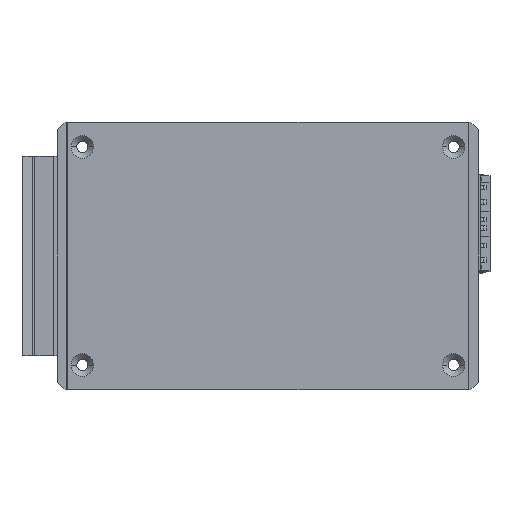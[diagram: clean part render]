
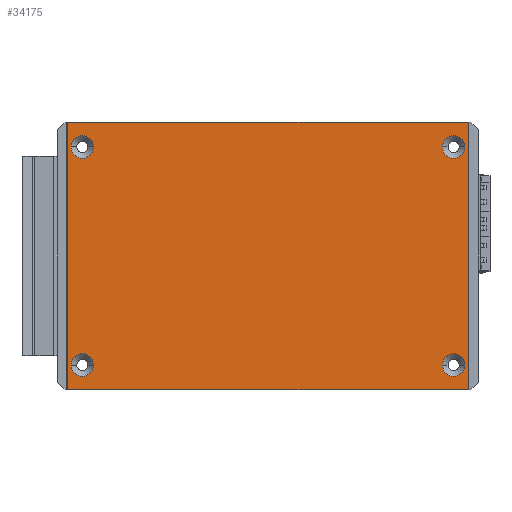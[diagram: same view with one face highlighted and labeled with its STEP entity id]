
A CAD part, left-side view. The second image highlights one B-rep face of the part: STEP entity #34175.
In plain terms, the highlighted face is planar.
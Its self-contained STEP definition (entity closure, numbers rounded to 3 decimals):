
#33820=DIRECTION('',(0.,-1.,0.));
#33821=VECTOR('',#33820,104.6);
#33822=CARTESIAN_POINT('',(-35.,52.3,2.));
#33823=LINE('',#33822,#33821);
#33824=DIRECTION('',(-1.,0.,0.));
#33825=VECTOR('',#33824,70.);
#33826=CARTESIAN_POINT('',(35.,52.3,2.));
#33827=LINE('',#33826,#33825);
#33828=DIRECTION('',(0.,1.,0.));
#33829=VECTOR('',#33828,104.6);
#33830=CARTESIAN_POINT('',(35.,-52.3,2.));
#33831=LINE('',#33830,#33829);
#33832=DIRECTION('',(1.,0.,0.));
#33833=VECTOR('',#33832,70.);
#33834=CARTESIAN_POINT('',(-35.,-52.3,2.));
#33835=LINE('',#33834,#33833);
#33836=CARTESIAN_POINT('',(-28.5,48.5,2.));
#33837=DIRECTION('',(0.,0.,-1.));
#33838=DIRECTION('',(0.,1.,0.));
#33839=AXIS2_PLACEMENT_3D('',#33836,#33837,#33838);
#33841=CARTESIAN_POINT('',(-28.5,48.5,2.));
#33842=DIRECTION('',(0.,0.,-1.));
#33843=DIRECTION('',(0.,-1.,0.));
#33844=AXIS2_PLACEMENT_3D('',#33841,#33842,#33843);
#33846=CARTESIAN_POINT('',(28.5,48.5,2.));
#33847=DIRECTION('',(0.,0.,-1.));
#33848=DIRECTION('',(0.,1.,0.));
#33849=AXIS2_PLACEMENT_3D('',#33846,#33847,#33848);
#33851=CARTESIAN_POINT('',(28.5,48.5,2.));
#33852=DIRECTION('',(0.,0.,-1.));
#33853=DIRECTION('',(0.,-1.,0.));
#33854=AXIS2_PLACEMENT_3D('',#33851,#33852,#33853);
#33856=CARTESIAN_POINT('',(-28.5,-48.5,2.));
#33857=DIRECTION('',(0.,0.,-1.));
#33858=DIRECTION('',(0.,1.,0.));
#33859=AXIS2_PLACEMENT_3D('',#33856,#33857,#33858);
#33861=CARTESIAN_POINT('',(-28.5,-48.5,2.));
#33862=DIRECTION('',(0.,0.,-1.));
#33863=DIRECTION('',(0.,-1.,0.));
#33864=AXIS2_PLACEMENT_3D('',#33861,#33862,#33863);
#33866=CARTESIAN_POINT('',(28.5,-48.5,2.));
#33867=DIRECTION('',(0.,0.,-1.));
#33868=DIRECTION('',(0.,1.,0.));
#33869=AXIS2_PLACEMENT_3D('',#33866,#33867,#33868);
#33871=CARTESIAN_POINT('',(28.5,-48.5,2.));
#33872=DIRECTION('',(0.,0.,-1.));
#33873=DIRECTION('',(0.,-1.,0.));
#33874=AXIS2_PLACEMENT_3D('',#33871,#33872,#33873);
#33988=CARTESIAN_POINT('',(-35.,52.3,2.));
#33989=CARTESIAN_POINT('',(-35.,-52.3,2.));
#33990=VERTEX_POINT('',#33988);
#33991=VERTEX_POINT('',#33989);
#33992=CARTESIAN_POINT('',(35.,-52.3,2.));
#33993=VERTEX_POINT('',#33992);
#33994=CARTESIAN_POINT('',(35.,52.3,2.));
#33995=VERTEX_POINT('',#33994);
#34012=CARTESIAN_POINT('',(-28.5,51.45,2.));
#34013=CARTESIAN_POINT('',(-28.5,45.55,2.));
#34014=VERTEX_POINT('',#34012);
#34015=VERTEX_POINT('',#34013);
#34020=CARTESIAN_POINT('',(28.5,51.45,2.));
#34021=CARTESIAN_POINT('',(28.5,45.55,2.));
#34022=VERTEX_POINT('',#34020);
#34023=VERTEX_POINT('',#34021);
#34028=CARTESIAN_POINT('',(-28.5,-45.55,2.));
#34029=CARTESIAN_POINT('',(-28.5,-51.45,2.));
#34030=VERTEX_POINT('',#34028);
#34031=VERTEX_POINT('',#34029);
#34036=CARTESIAN_POINT('',(28.5,-45.55,2.));
#34037=CARTESIAN_POINT('',(28.5,-51.45,2.));
#34038=VERTEX_POINT('',#34036);
#34039=VERTEX_POINT('',#34037);
#34140=CARTESIAN_POINT('',(0.,0.,2.));
#34141=DIRECTION('',(0.,0.,1.));
#34142=DIRECTION('',(1.,0.,0.));
#34143=AXIS2_PLACEMENT_3D('',#34140,#34141,#34142);
#34144=PLANE('',#34143);
#34145=ORIENTED_EDGE('',*,*,#34092,.F.);
#34146=ORIENTED_EDGE('',*,*,#34107,.F.);
#34147=ORIENTED_EDGE('',*,*,#34121,.F.);
#34148=ORIENTED_EDGE('',*,*,#34134,.F.);
#34149=EDGE_LOOP('',(#34145,#34146,#34147,#34148));
#34150=FACE_OUTER_BOUND('',#34149,.F.);
#34152=ORIENTED_EDGE('',*,*,#34151,.F.);
#34154=ORIENTED_EDGE('',*,*,#34153,.F.);
#34155=EDGE_LOOP('',(#34152,#34154));
#34156=FACE_BOUND('',#34155,.F.);
#34158=ORIENTED_EDGE('',*,*,#34157,.F.);
#34160=ORIENTED_EDGE('',*,*,#34159,.F.);
#34161=EDGE_LOOP('',(#34158,#34160));
#34162=FACE_BOUND('',#34161,.F.);
#34164=ORIENTED_EDGE('',*,*,#34163,.F.);
#34166=ORIENTED_EDGE('',*,*,#34165,.F.);
#34167=EDGE_LOOP('',(#34164,#34166));
#34168=FACE_BOUND('',#34167,.F.);
#34170=ORIENTED_EDGE('',*,*,#34169,.F.);
#34172=ORIENTED_EDGE('',*,*,#34171,.F.);
#34173=EDGE_LOOP('',(#34170,#34172));
#34174=FACE_BOUND('',#34173,.F.);
#34175=ADVANCED_FACE('',(#34150,#34156,#34162,#34168,#34174),#34144,.T.);
#33840=CIRCLE('',#33839,2.95);
#33845=CIRCLE('',#33844,2.95);
#33850=CIRCLE('',#33849,2.95);
#33855=CIRCLE('',#33854,2.95);
#33860=CIRCLE('',#33859,2.95);
#33865=CIRCLE('',#33864,2.95);
#33870=CIRCLE('',#33869,2.95);
#33875=CIRCLE('',#33874,2.95);
#34092=EDGE_CURVE('',#33990,#33991,#33823,.T.);
#34107=EDGE_CURVE('',#33995,#33990,#33827,.T.);
#34121=EDGE_CURVE('',#33993,#33995,#33831,.T.);
#34134=EDGE_CURVE('',#33991,#33993,#33835,.T.);
#34151=EDGE_CURVE('',#34014,#34015,#33840,.T.);
#34153=EDGE_CURVE('',#34015,#34014,#33845,.T.);
#34157=EDGE_CURVE('',#34022,#34023,#33850,.T.);
#34159=EDGE_CURVE('',#34023,#34022,#33855,.T.);
#34163=EDGE_CURVE('',#34030,#34031,#33860,.T.);
#34165=EDGE_CURVE('',#34031,#34030,#33865,.T.);
#34169=EDGE_CURVE('',#34038,#34039,#33870,.T.);
#34171=EDGE_CURVE('',#34039,#34038,#33875,.T.);
